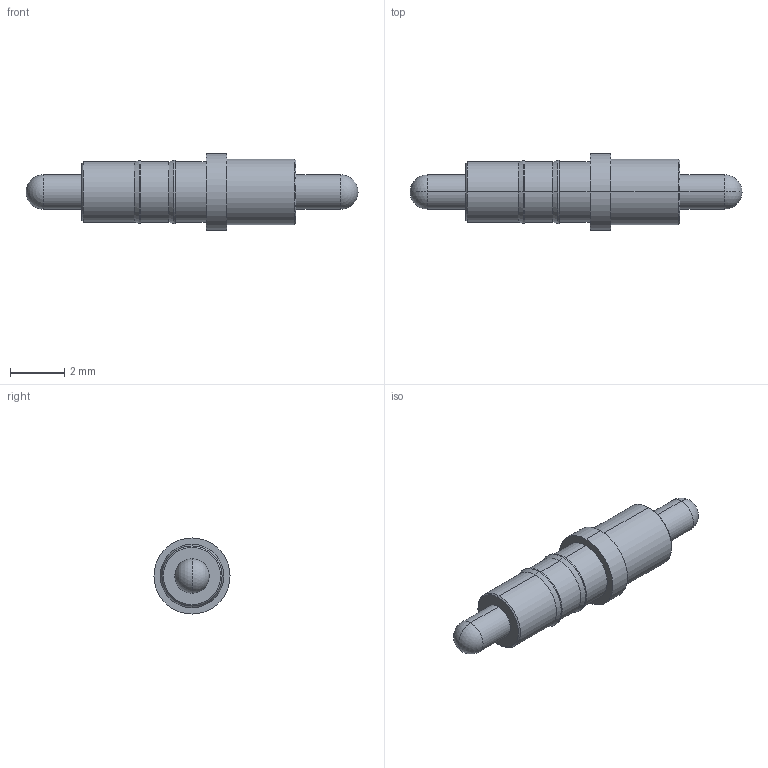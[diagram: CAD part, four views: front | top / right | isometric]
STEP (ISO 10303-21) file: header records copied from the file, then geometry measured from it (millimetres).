
FILE_DESCRIPTION (( 'STEP AP214' ), '1' );
FILE_NAME ('UEBK-13306.STEP', '2019-07-08T10:01:15', ( '' ), ( '' ), 'SwSTEP 2.0', 'SolidWorks 2019', '' );
FILE_SCHEMA (( 'AUTOMOTIVE_DESIGN' ));
Length unit declared in the file: millimetre
Products named in the file (1): UEBK-13306
Bounding box: 12.22 x 2.8 x 2.8 mm (x, y, z)
Volume: 38.9 mm3; surface area: 85.6 mm2
Topology: 1 solids, 1 shells, 36 faces, 78 edges, 46 vertices
Faces by surface type: cylinder 18, cone 8, plane 6, sphere 4
Entity records: 960 total; most frequent: DIRECTION 188, CARTESIAN_POINT 149, ORIENTED_EDGE 140, AXIS2_PLACEMENT_3D 81, EDGE_CURVE 70, CIRCLE 44, EDGE_LOOP 42, VERTEX_POINT 42
